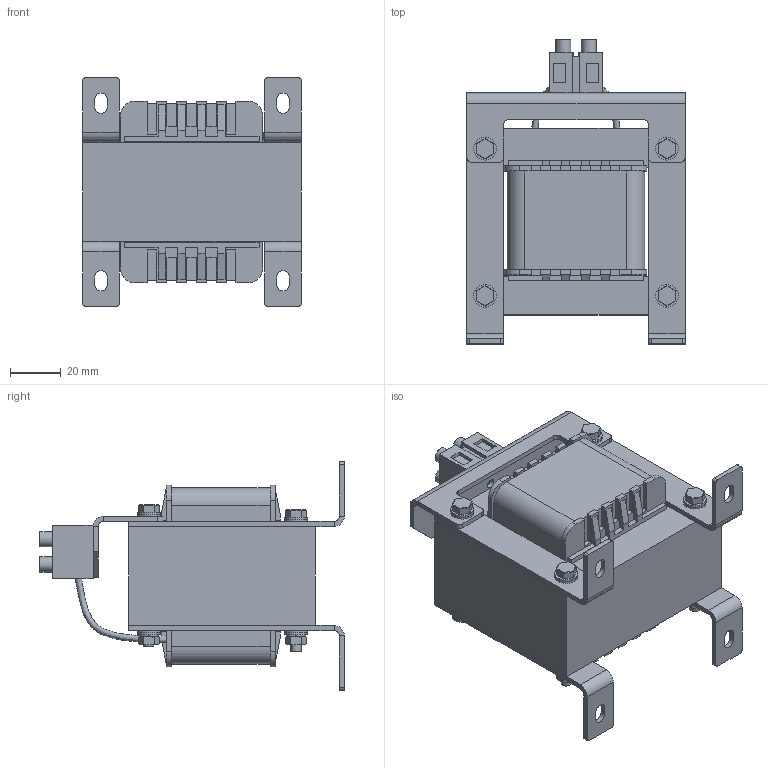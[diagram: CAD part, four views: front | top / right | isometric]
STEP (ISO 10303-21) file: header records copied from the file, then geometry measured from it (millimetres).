
FILE_DESCRIPTION (( 'STEP AP214' ), '1' );
FILE_NAME ('3D 斁麧錪 SKS-SACL-0016-AL.STEP', '2019-08-20T14:21:55', ( '' ), ( '' ), 'SwSTEP 2.0', 'SolidWorks 2015', '' );
FILE_SCHEMA (( 'AUTOMOTIVE_DESIGN' ));
Length unit declared in the file: millimetre
Products named in the file (14): Ïðîñòàâêà ñåðäå÷íèêà_00; Çåðêàëüíî îòðàçèòüÄåòàëü5^3D ìîäåëü SKS-SACL-0016-AL; 櫻蠉錪5^3D 斁麧錪 SKS-SACL-0016-AL; Èçîëÿòîð_00; 鱼铍桕_00; Øàéáà ïðóæèííàÿ 4 DIN 127_˜ ©¡  ¯àã¦¨­­ ï 4 DIN 127; Ãàéêà Ì4 DIN 934_ƒ ©ª  Œ4 DIN 934; 栫謱毿膻獥00; 忺覷齆趌00; 3D 斁麧錪 SKS-SACL-0016-AL; Êëåììíàÿ êîëîäêà_00; ﾘ琺矜 4 DIN 125_丐ｩ｡ 4 DIN 125; Êðîíøòåéí óãëîâîé_00; Âèíò Ì4õ53_00
Assembly tree (41 placements, depth 2):
  3D 斁麧錪 SKS-SACL-0016-AL
    栫謱毿膻獥00
    Êðîíøòåéí óãëîâîé_00  x4
    鱼铍桕_00
    Ïðîñòàâêà ñåðäå÷íèêà_00
    Êëåììíàÿ êîëîäêà_00
    忺覷齆趌00
    Èçîëÿòîð_00  x2
    ﾘ琺矜 4 DIN 125_丐ｩ｡ 4 DIN 125  x16
    Âèíò Ì4õ53_00  x4
    Øàéáà ïðóæèííàÿ 4 DIN 127_˜ ©¡  ¯àã¦¨­­ ï 4 DIN 127  x4
    Ãàéêà Ì4 DIN 934_ƒ ©ª  Œ4 DIN 934  x4
    櫻蠉錪5^3D 斁麧錪 SKS-SACL-0016-AL
    Çåðêàëüíî îòðàçèòüÄåòàëü5^3D ìîäåëü SKS-SACL-0016-AL
Bounding box: 86.25 x 120 x 90 mm (x, y, z)
Volume: 344942.9 mm3; surface area: 110875.9 mm2
Topology: 41 solids, 41 shells, 731 faces, 1762 edges, 1139 vertices
Faces by surface type: plane 524, cylinder 141, cone 56, torus 8, bspline 2
Full cylindrical faces by diameter (mm): 3 x1, 3.3 x4, 3.5 x1, 4 x8, 4.3 x16, 4.5 x18, 5 x4, 6 x5, 9 x16
Entity records: 13112 total; most frequent: CARTESIAN_POINT 2224, DIRECTION 1830, ORIENTED_EDGE 1768, EDGE_CURVE 884, VECTOR 698, LINE 698, VERTEX_POINT 598, AXIS2_PLACEMENT_3D 566
